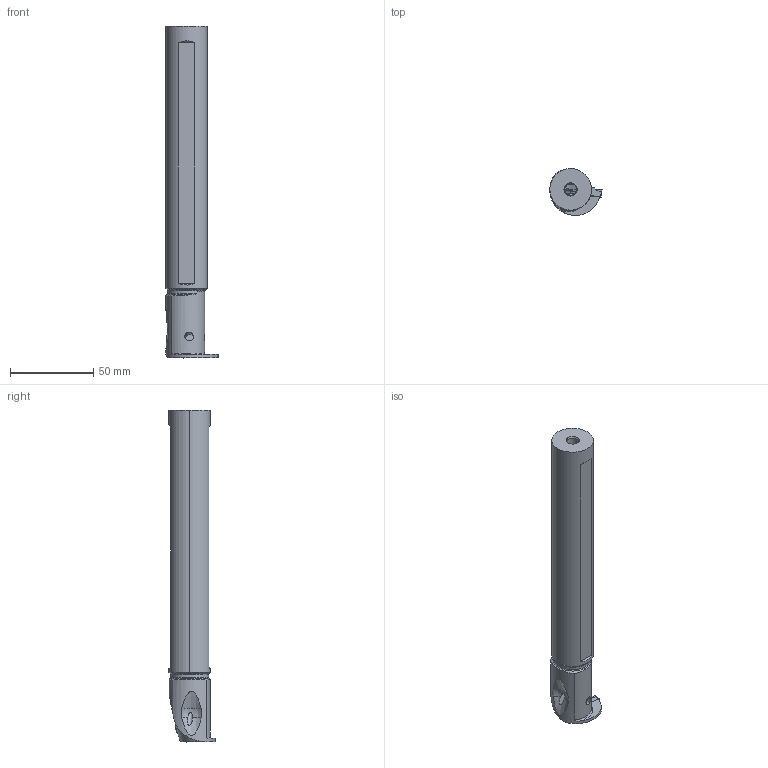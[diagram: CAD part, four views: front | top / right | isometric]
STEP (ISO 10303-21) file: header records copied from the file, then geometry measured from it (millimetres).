
FILE_DESCRIPTION(/* description */ (''),/* implementation_level */ '2;1');
FILE_NAME(/* name */ 'GYAL25R90B-E06_CW2_39_MR0_2.stp',/* time_stamp */ '2023-02-27T12:28:28+09:00',/* author */ (''),/* organization */ (''),/* preprocessor_version */ 'ST-DEVELOPER v16',/* originating_system */ 'SIEMENS PLM Software NX 10.0',/* authorisation */ '');
FILE_SCHEMA (('AUTOMOTIVE_DESIGN { 1 0 10303 214 3 1 1 1 }'));
Length unit declared in the file: millimetre
Products named in the file (1): GYAL25R90B-E06_CW2_39_MR0_2_ASM
Bounding box: 31.5 x 27.82 x 199.94 mm (x, y, z)
Volume: 85918.5 mm3; surface area: 21440.9 mm2
Topology: 2 solids, 2 shells, 135 faces, 426 edges, 324 vertices
Faces by surface type: cylinder 51, plane 45, cone 12, bspline 11, torus 8, extrusion 6, sphere 2
Entity records: 6500 total; most frequent: CARTESIAN_POINT 2764, ORIENTED_EDGE 788, DIRECTION 680, EDGE_CURVE 394, VERTEX_POINT 267, AXIS2_PLACEMENT_3D 259, VECTOR 162, LINE 156
